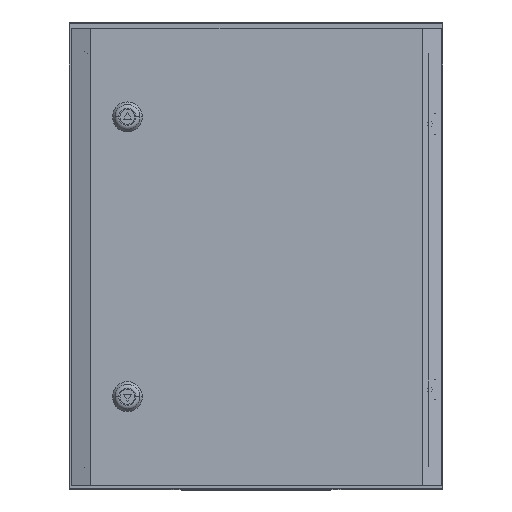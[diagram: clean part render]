
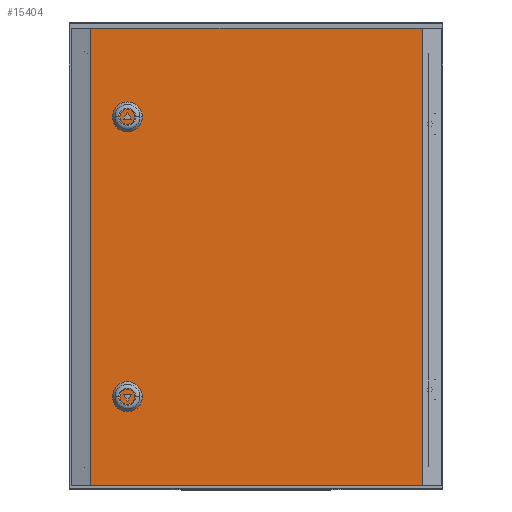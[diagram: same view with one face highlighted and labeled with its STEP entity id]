
A CAD part, top view. The second image highlights one B-rep face of the part: STEP entity #15404.
In plain terms, the highlighted planar face has unit normal (-0.002, 0, 1).
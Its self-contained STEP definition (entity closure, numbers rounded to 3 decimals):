
#542 = EDGE_CURVE ( 'NONE', #17902, #9667, #23145, .T. ) ;
#719 = AXIS2_PLACEMENT_3D ( 'NONE', #18509, #18283, #18232 ) ;
#826 = CARTESIAN_POINT ( 'NONE',  ( -140., 150., 0. ) ) ;
#1412 = VECTOR ( 'NONE', #10304, 1000. ) ;
#1518 = VERTEX_POINT ( 'NONE', #2019 ) ;
#1817 = AXIS2_PLACEMENT_3D ( 'NONE', #14423, #14398, #14380 ) ;
#1823 = EDGE_CURVE ( 'NONE', #12096, #8103, #16269, .T. ) ;
#2019 = CARTESIAN_POINT ( 'NONE',  ( -177.921, -245., 0. ) ) ;
#2435 = CIRCLE ( 'NONE', #13711, 1.5 ) ;
#2578 = DIRECTION ( 'NONE',  ( 1., 0., 0. ) ) ;
#2733 = VECTOR ( 'NONE', #5103, 1000. ) ;
#3014 = VECTOR ( 'NONE', #20746, 1000. ) ;
#4729 = FACE_OUTER_BOUND ( 'NONE', #10061, .T. ) ;
#4771 = EDGE_CURVE ( 'NONE', #15859, #19897, #6397, .T. ) ;
#5103 = DIRECTION ( 'NONE',  ( 0., -1., 0. ) ) ;
#5156 = CARTESIAN_POINT ( 'NONE',  ( -177.921, 245., 0. ) ) ;
#5842 = CARTESIAN_POINT ( 'NONE',  ( 177.921, 245., 0. ) ) ;
#6397 = LINE ( 'NONE', #10417, #1412 ) ;
#7639 = EDGE_CURVE ( 'NONE', #19897, #1518, #12618, .T. ) ;
#8103 = VERTEX_POINT ( 'NONE', #22464 ) ;
#8778 = CIRCLE ( 'NONE', #18323, 1.5 ) ;
#9479 = ORIENTED_EDGE ( 'NONE', *, *, #1823, .F. ) ;
#9667 = VERTEX_POINT ( 'NONE', #826 ) ;
#9705 = FACE_BOUND ( 'NONE', #12833, .T. ) ;
#9804 = EDGE_CURVE ( 'NONE', #15859, #12707, #18623, .T. ) ;
#9939 = CARTESIAN_POINT ( 'NONE',  ( -177.921, 245., 0. ) ) ;
#10061 = EDGE_LOOP ( 'NONE', ( #12607, #12861, #13839, #14375 ) ) ;
#10171 = EDGE_CURVE ( 'NONE', #8103, #12096, #8778, .T. ) ;
#10304 = DIRECTION ( 'NONE',  ( -1., 0., 0. ) ) ;
#10338 = DIRECTION ( 'NONE',  ( 0., 0., 1. ) ) ;
#10417 = CARTESIAN_POINT ( 'NONE',  ( -177.921, 245., 0. ) ) ;
#10933 = ORIENTED_EDGE ( 'NONE', *, *, #10171, .F. ) ;
#11932 = ORIENTED_EDGE ( 'NONE', *, *, #542, .F. ) ;
#12096 = VERTEX_POINT ( 'NONE', #21221 ) ;
#12335 = ORIENTED_EDGE ( 'NONE', *, *, #14696, .F. ) ;
#12607 = ORIENTED_EDGE ( 'NONE', *, *, #14647, .F. ) ;
#12618 = LINE ( 'NONE', #5156, #2733 ) ;
#12707 = VERTEX_POINT ( 'NONE', #12889 ) ;
#12833 = EDGE_LOOP ( 'NONE', ( #11932, #12335 ) ) ;
#12861 = ORIENTED_EDGE ( 'NONE', *, *, #9804, .F. ) ;
#12889 = CARTESIAN_POINT ( 'NONE',  ( 177.921, -245., 0. ) ) ;
#13192 = EDGE_LOOP ( 'NONE', ( #9479, #10933 ) ) ;
#13566 = AXIS2_PLACEMENT_3D ( 'NONE', #9939, #13647, #2578 ) ;
#13647 = DIRECTION ( 'NONE',  ( 0., 0., 1. ) ) ;
#13711 = AXIS2_PLACEMENT_3D ( 'NONE', #20888, #10338, #22448 ) ;
#13839 = ORIENTED_EDGE ( 'NONE', *, *, #4771, .T. ) ;
#13995 = LINE ( 'NONE', #17247, #3014 ) ;
#14375 = ORIENTED_EDGE ( 'NONE', *, *, #7639, .T. ) ;
#14380 = DIRECTION ( 'NONE',  ( 1., 0., 0. ) ) ;
#14398 = DIRECTION ( 'NONE',  ( 0., 0., 1. ) ) ;
#14423 = CARTESIAN_POINT ( 'NONE',  ( -138.5, 150., 0. ) ) ;
#14522 = FACE_BOUND ( 'NONE', #13192, .T. ) ;
#14647 = EDGE_CURVE ( 'NONE', #12707, #1518, #13995, .T. ) ;
#14696 = EDGE_CURVE ( 'NONE', #9667, #17902, #2435, .T. ) ;
#15404 = ADVANCED_FACE ( 'NONE', ( #14522, #9705, #4729 ), #20603, .T. ) ;
#15413 = DIRECTION ( 'NONE',  ( -1., 0., 0. ) ) ;
#15445 = DIRECTION ( 'NONE',  ( 0., 0., 1. ) ) ;
#15460 = CARTESIAN_POINT ( 'NONE',  ( -138.5, -150., 0. ) ) ;
#15859 = VERTEX_POINT ( 'NONE', #5842 ) ;
#16269 = CIRCLE ( 'NONE', #719, 1.5 ) ;
#16717 = CARTESIAN_POINT ( 'NONE',  ( -137., 150., 0. ) ) ;
#17247 = CARTESIAN_POINT ( 'NONE',  ( -177.921, -245., 0. ) ) ;
#17541 = CARTESIAN_POINT ( 'NONE',  ( -177.921, 245., 0. ) ) ;
#17902 = VERTEX_POINT ( 'NONE', #16717 ) ;
#18052 = VECTOR ( 'NONE', #21681, 1000. ) ;
#18232 = DIRECTION ( 'NONE',  ( -1., 0., 0. ) ) ;
#18283 = DIRECTION ( 'NONE',  ( 0., 0., 1. ) ) ;
#18323 = AXIS2_PLACEMENT_3D ( 'NONE', #15460, #15445, #15413 ) ;
#18509 = CARTESIAN_POINT ( 'NONE',  ( -138.5, -150., 0. ) ) ;
#18623 = LINE ( 'NONE', #21725, #18052 ) ;
#19897 = VERTEX_POINT ( 'NONE', #17541 ) ;
#20603 = PLANE ( 'NONE',  #13566 ) ;
#20746 = DIRECTION ( 'NONE',  ( -1., 0., 0. ) ) ;
#20888 = CARTESIAN_POINT ( 'NONE',  ( -138.5, 150., 0. ) ) ;
#21221 = CARTESIAN_POINT ( 'NONE',  ( -137., -150., 0. ) ) ;
#21681 = DIRECTION ( 'NONE',  ( 0., -1., 0. ) ) ;
#21725 = CARTESIAN_POINT ( 'NONE',  ( 177.921, 245., 0. ) ) ;
#22448 = DIRECTION ( 'NONE',  ( 1., 0., 0. ) ) ;
#22464 = CARTESIAN_POINT ( 'NONE',  ( -140., -150., 0. ) ) ;
#23145 = CIRCLE ( 'NONE', #1817, 1.5 ) ;
